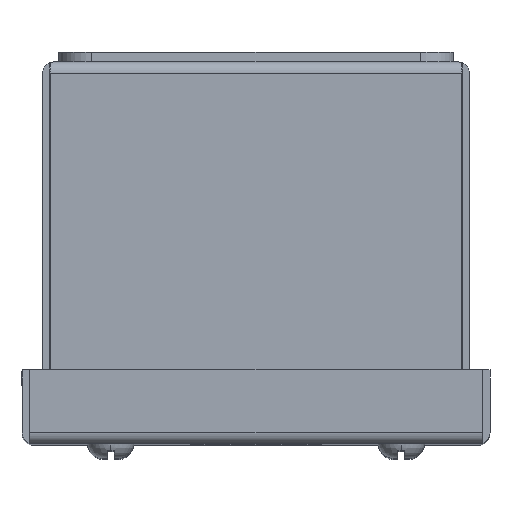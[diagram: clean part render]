
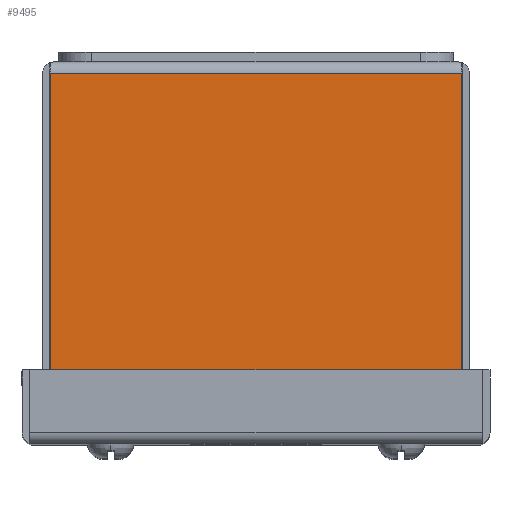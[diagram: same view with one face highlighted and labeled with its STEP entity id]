
A CAD part, top view. The second image highlights one B-rep face of the part: STEP entity #9495.
In plain terms, the highlighted planar face has unit normal (0, 0, 1).
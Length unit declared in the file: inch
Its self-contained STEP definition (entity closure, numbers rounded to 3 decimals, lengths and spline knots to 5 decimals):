
#485 = VERTEX_POINT ( 'NONE', #13709 ) ;
#618 = VERTEX_POINT ( 'NONE', #12083 ) ;
#727 = LINE ( 'NONE', #7641, #965 ) ;
#965 = VECTOR ( 'NONE', #6321, 39.37008 ) ;
#990 = CARTESIAN_POINT ( 'NONE',  ( 1.56721, -0.086, 2.875 ) ) ;
#1343 = ORIENTED_EDGE ( 'NONE', *, *, #10715, .T. ) ;
#1376 = DIRECTION ( 'NONE',  ( 0., 1., 0. ) ) ;
#2428 = DIRECTION ( 'NONE',  ( 1., 0., 0. ) ) ;
#2463 = EDGE_CURVE ( 'NONE', #4903, #618, #727, .T. ) ;
#2582 = VECTOR ( 'NONE', #1376, 39.37008 ) ;
#2779 = LINE ( 'NONE', #2924, #7102 ) ;
#2924 = CARTESIAN_POINT ( 'NONE',  ( -1.56721, 0., 2.875 ) ) ;
#3316 = LINE ( 'NONE', #5535, #4232 ) ;
#3559 = ORIENTED_EDGE ( 'NONE', *, *, #8362, .T. ) ;
#4232 = VECTOR ( 'NONE', #2428, 39.37008 ) ;
#4893 = EDGE_LOOP ( 'NONE', ( #3559, #7852, #1343, #7082 ) ) ;
#4903 = VERTEX_POINT ( 'NONE', #12418 ) ;
#5254 = EDGE_CURVE ( 'NONE', #485, #10187, #3316, .T. ) ;
#5526 = FACE_OUTER_BOUND ( 'NONE', #4893, .T. ) ;
#5535 = CARTESIAN_POINT ( 'NONE',  ( -1.539, -0.086, 2.875 ) ) ;
#6103 = AXIS2_PLACEMENT_3D ( 'NONE', #6774, #10089, #7876 ) ;
#6321 = DIRECTION ( 'NONE',  ( 1., 0., 0. ) ) ;
#6696 = PLANE ( 'NONE',  #6103 ) ;
#6774 = CARTESIAN_POINT ( 'NONE',  ( -10.902, 0., 2.875 ) ) ;
#6956 = LINE ( 'NONE', #11338, #2582 ) ;
#7082 = ORIENTED_EDGE ( 'NONE', *, *, #2463, .T. ) ;
#7102 = VECTOR ( 'NONE', #7285, 39.37008 ) ;
#7285 = DIRECTION ( 'NONE',  ( 0., -1., 0. ) ) ;
#7641 = CARTESIAN_POINT ( 'NONE',  ( -10.902, -2.664, 2.875 ) ) ;
#7852 = ORIENTED_EDGE ( 'NONE', *, *, #5254, .F. ) ;
#7876 = DIRECTION ( 'NONE',  ( 1., 0., 0. ) ) ;
#8362 = EDGE_CURVE ( 'NONE', #618, #10187, #6956, .T. ) ;
#9495 = ADVANCED_FACE ( 'NONE', ( #5526 ), #6696, .T. ) ;
#10089 = DIRECTION ( 'NONE',  ( 0., 0., 1. ) ) ;
#10187 = VERTEX_POINT ( 'NONE', #990 ) ;
#10715 = EDGE_CURVE ( 'NONE', #485, #4903, #2779, .T. ) ;
#11338 = CARTESIAN_POINT ( 'NONE',  ( 1.56721, 0., 2.875 ) ) ;
#12083 = CARTESIAN_POINT ( 'NONE',  ( 1.56721, -2.664, 2.875 ) ) ;
#12418 = CARTESIAN_POINT ( 'NONE',  ( -1.56721, -2.664, 2.875 ) ) ;
#13709 = CARTESIAN_POINT ( 'NONE',  ( -1.56721, -0.086, 2.875 ) ) ;
